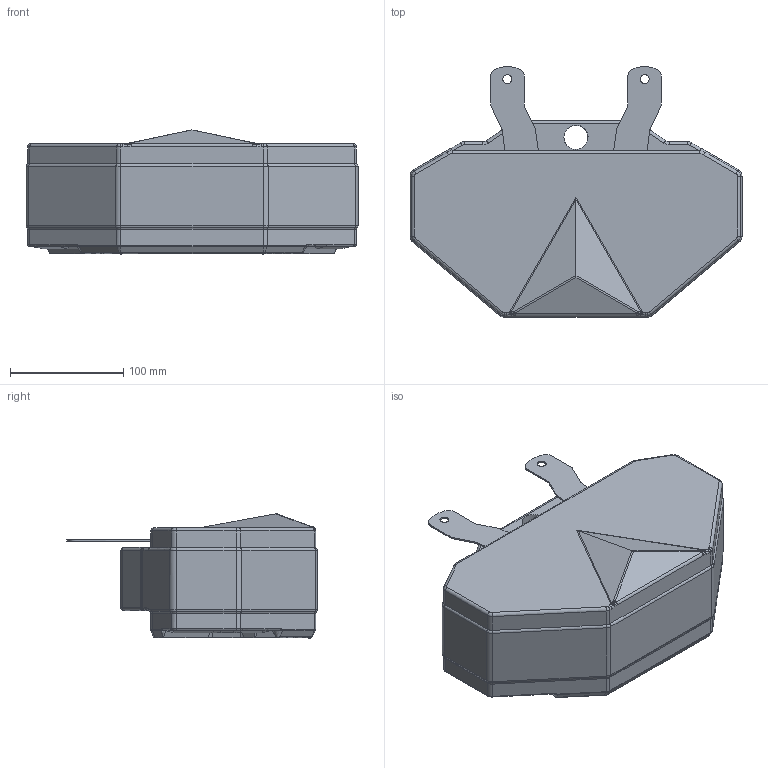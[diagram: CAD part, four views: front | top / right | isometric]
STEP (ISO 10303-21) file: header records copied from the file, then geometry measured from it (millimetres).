
FILE_DESCRIPTION(('FreeCAD Model'),'2;1');
FILE_NAME('Open CASCADE Shape Model','2025-05-04T11:06:44',('FreeCAD'),( 'FreeCAD'),'Open CASCADE STEP processor 7.6','FreeCAD','Unknown');
FILE_SCHEMA(('AUTOMOTIVE_DESIGN { 1 0 10303 214 1 1 1 1 }'));
Length unit declared in the file: millimetre
Products named in the file (1): Open CASCADE STEP translator 7.6 1
Bounding box: 292.76 x 220.92 x 109.64 mm (x, y, z)
Volume: 3608528.6 mm3; surface area: 171080.5 mm2
Topology: 1 solids, 1 shells, 474 faces, 1144 edges, 671 vertices
Faces by surface type: bspline 474
Entity records: 17495 total; most frequent: CARTESIAN_POINT 11074, ORIENTED_EDGE 2280, EDGE_CURVE 1140, B_SPLINE_CURVE_WITH_KNOTS 675, VERTEX_POINT 671, FACE_BOUND 483, EDGE_LOOP 483, ADVANCED_FACE 474
